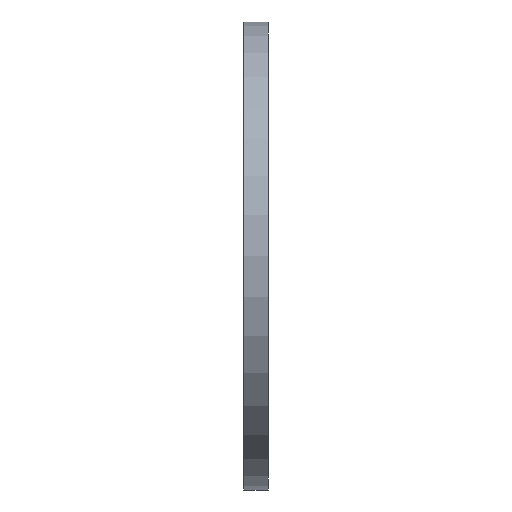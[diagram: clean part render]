
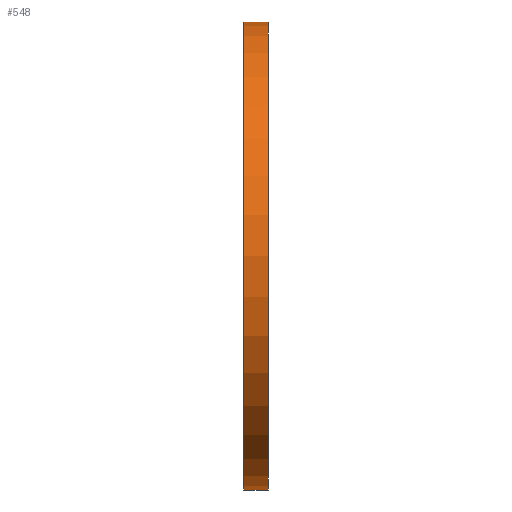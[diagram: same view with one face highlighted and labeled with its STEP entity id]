
A CAD part, left-side view. The second image highlights one B-rep face of the part: STEP entity #548.
In plain terms, the highlighted cylindrical face has radius 142.5 mm (diameter 285 mm), a partial arc.
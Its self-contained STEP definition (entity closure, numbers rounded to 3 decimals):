
#63 = DIRECTION ( 'NONE',  ( 0., 0., 1. ) ) ;
#123 = CYLINDRICAL_SURFACE ( 'NONE', #306, 142.5 ) ;
#132 = CARTESIAN_POINT ( 'NONE',  ( 0., 15., -142.5 ) ) ;
#150 = CIRCLE ( 'NONE', #705, 142.5 ) ;
#158 = LINE ( 'NONE', #384, #275 ) ;
#159 = VERTEX_POINT ( 'NONE', #712 ) ;
#164 = LINE ( 'NONE', #398, #666 ) ;
#185 = CARTESIAN_POINT ( 'NONE',  ( 0., 0., 0. ) ) ;
#202 = ORIENTED_EDGE ( 'NONE', *, *, #639, .F. ) ;
#205 = VERTEX_POINT ( 'NONE', #700 ) ;
#248 = CARTESIAN_POINT ( 'NONE',  ( 0., 15., 0. ) ) ;
#275 = VECTOR ( 'NONE', #618, 1000. ) ;
#306 = AXIS2_PLACEMENT_3D ( 'NONE', #355, #588, #63 ) ;
#355 = CARTESIAN_POINT ( 'NONE',  ( 0., 38.545, 0. ) ) ;
#373 = DIRECTION ( 'NONE',  ( 0., 1., 0. ) ) ;
#384 = CARTESIAN_POINT ( 'NONE',  ( 0., 38.545, 142.5 ) ) ;
#398 = CARTESIAN_POINT ( 'NONE',  ( 0., 38.545, -142.5 ) ) ;
#401 = EDGE_CURVE ( 'NONE', #205, #585, #158, .T. ) ;
#408 = CIRCLE ( 'NONE', #484, 142.5 ) ;
#421 = EDGE_CURVE ( 'NONE', #159, #681, #164, .T. ) ;
#481 = DIRECTION ( 'NONE',  ( 0., 1., 0. ) ) ;
#484 = AXIS2_PLACEMENT_3D ( 'NONE', #185, #481, #551 ) ;
#539 = ORIENTED_EDGE ( 'NONE', *, *, #565, .T. ) ;
#548 = ADVANCED_FACE ( 'NONE', ( #649 ), #123, .T. ) ;
#551 = DIRECTION ( 'NONE',  ( 0., 0., 1. ) ) ;
#565 = EDGE_CURVE ( 'NONE', #159, #205, #408, .T. ) ;
#573 = ORIENTED_EDGE ( 'NONE', *, *, #421, .F. ) ;
#577 = ORIENTED_EDGE ( 'NONE', *, *, #401, .T. ) ;
#585 = VERTEX_POINT ( 'NONE', #663 ) ;
#588 = DIRECTION ( 'NONE',  ( 0., 1., 0. ) ) ;
#618 = DIRECTION ( 'NONE',  ( 0., 1., 0. ) ) ;
#639 = EDGE_CURVE ( 'NONE', #681, #585, #150, .T. ) ;
#649 = FACE_OUTER_BOUND ( 'NONE', #747, .T. ) ;
#658 = DIRECTION ( 'NONE',  ( 0., 0., 1. ) ) ;
#663 = CARTESIAN_POINT ( 'NONE',  ( 0., 15., 142.5 ) ) ;
#666 = VECTOR ( 'NONE', #761, 1000. ) ;
#681 = VERTEX_POINT ( 'NONE', #132 ) ;
#700 = CARTESIAN_POINT ( 'NONE',  ( 0., 0., 142.5 ) ) ;
#705 = AXIS2_PLACEMENT_3D ( 'NONE', #248, #373, #658 ) ;
#712 = CARTESIAN_POINT ( 'NONE',  ( 0., 0., -142.5 ) ) ;
#747 = EDGE_LOOP ( 'NONE', ( #573, #539, #577, #202 ) ) ;
#761 = DIRECTION ( 'NONE',  ( 0., 1., 0. ) ) ;
